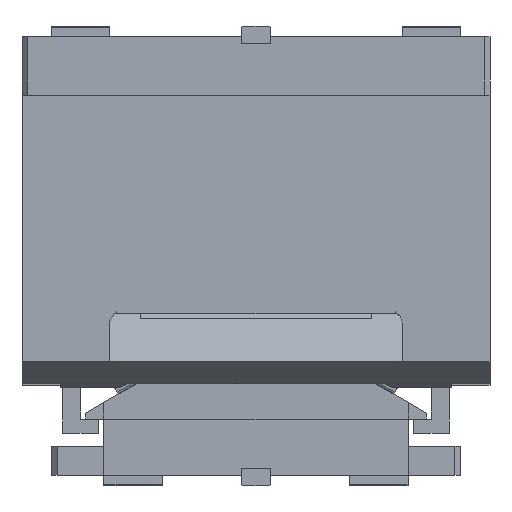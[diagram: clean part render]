
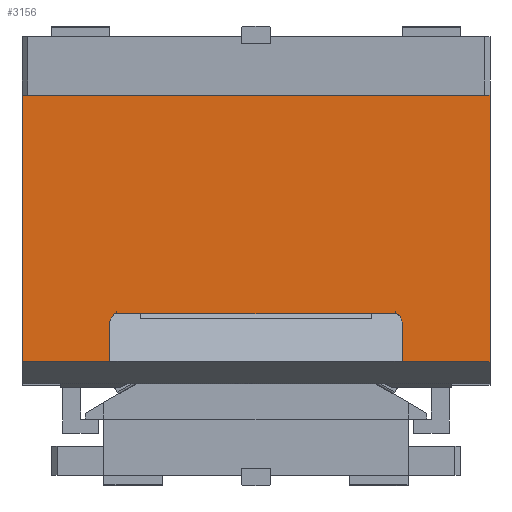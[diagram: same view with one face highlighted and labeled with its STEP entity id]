
A CAD part, left-side view. The second image highlights one B-rep face of the part: STEP entity #3156.
In plain terms, the highlighted planar face has unit normal (-1, 0, 0).
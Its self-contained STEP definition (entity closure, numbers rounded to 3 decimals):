
#455=CARTESIAN_POINT('Vertex',(45.,200.,-278.)) ;
#458=CARTESIAN_POINT('Line Origine',(45.,200.,-164.)) ;
#462=CARTESIAN_POINT('Vertex',(45.,200.,-50.)) ;
#1917=CARTESIAN_POINT('Line Origine',(45.,0.,-50.)) ;
#1921=CARTESIAN_POINT('Vertex',(45.,-200.,-50.)) ;
#2872=CARTESIAN_POINT('Vertex',(45.,-125.,-278.)) ;
#2909=CARTESIAN_POINT('Vertex',(45.,-200.,-278.)) ;
#2912=CARTESIAN_POINT('Line Origine',(45.,-162.5,-278.)) ;
#3037=CARTESIAN_POINT('Vertex',(45.,125.,-278.)) ;
#3042=CARTESIAN_POINT('Line Origine',(45.,162.5,-278.)) ;
#3077=CARTESIAN_POINT('Axis2P3D Location',(45.,200.,-55.)) ;
#3082=CARTESIAN_POINT('Line Origine',(45.,125.,-262.004)) ;
#3086=CARTESIAN_POINT('Vertex',(45.,125.,-246.008)) ;
#3090=CARTESIAN_POINT('Control Point',(45.,125.,-246.008)) ;
#3091=CARTESIAN_POINT('Control Point',(45.,125.,-244.836)) ;
#3092=CARTESIAN_POINT('Control Point',(45.,124.882,-243.625)) ;
#3093=CARTESIAN_POINT('Control Point',(45.,124.63,-242.41)) ;
#3094=CARTESIAN_POINT('Control Point',(45.,123.997,-240.555)) ;
#3095=CARTESIAN_POINT('Control Point',(45.,123.002,-238.981)) ;
#3096=CARTESIAN_POINT('Control Point',(45.,122.584,-238.45)) ;
#3097=CARTESIAN_POINT('Control Point',(45.,121.707,-237.578)) ;
#3098=CARTESIAN_POINT('Control Point',(45.,120.716,-237.013)) ;
#3099=CARTESIAN_POINT('Control Point',(45.,120.232,-236.824)) ;
#3100=CARTESIAN_POINT('Control Point',(45.,119.69,-236.704)) ;
#3101=CARTESIAN_POINT('Control Point',(45.,119.161,-236.676)) ;
#3102=CARTESIAN_POINT('Control Point',(45.,119.107,-236.675)) ;
#3103=CARTESIAN_POINT('Control Point',(45.,119.054,-236.674)) ;
#3104=CARTESIAN_POINT('Control Point',(45.,119.,-236.674)) ;
#3105=CARTESIAN_POINT('Vertex',(45.,119.,-236.674)) ;
#3108=CARTESIAN_POINT('Line Origine',(45.,0.,-236.674)) ;
#3112=CARTESIAN_POINT('Vertex',(45.,-119.,-236.674)) ;
#3116=CARTESIAN_POINT('Control Point',(45.,-119.,-236.674)) ;
#3117=CARTESIAN_POINT('Control Point',(45.,-119.469,-236.674)) ;
#3118=CARTESIAN_POINT('Control Point',(45.,-119.952,-236.745)) ;
#3119=CARTESIAN_POINT('Control Point',(45.,-120.437,-236.896)) ;
#3120=CARTESIAN_POINT('Control Point',(45.,-121.433,-237.381)) ;
#3121=CARTESIAN_POINT('Control Point',(45.,-122.334,-238.179)) ;
#3122=CARTESIAN_POINT('Control Point',(45.,-122.765,-238.672)) ;
#3123=CARTESIAN_POINT('Control Point',(45.,-123.805,-240.154)) ;
#3124=CARTESIAN_POINT('Control Point',(45.,-124.498,-241.948)) ;
#3125=CARTESIAN_POINT('Control Point',(45.,-124.79,-243.136)) ;
#3126=CARTESIAN_POINT('Control Point',(45.,-124.964,-244.435)) ;
#3127=CARTESIAN_POINT('Control Point',(45.,-124.997,-245.701)) ;
#3128=CARTESIAN_POINT('Control Point',(45.,-124.999,-245.804)) ;
#3129=CARTESIAN_POINT('Control Point',(45.,-125.,-245.906)) ;
#3130=CARTESIAN_POINT('Control Point',(45.,-125.,-246.008)) ;
#3131=CARTESIAN_POINT('Vertex',(45.,-125.,-246.008)) ;
#3134=CARTESIAN_POINT('Line Origine',(45.,-125.,-262.004)) ;
#3139=CARTESIAN_POINT('Line Origine',(45.,-200.,-164.)) ;
#459=DIRECTION('Vector Direction',(0.,0.,-1.)) ;
#1918=DIRECTION('Vector Direction',(0.,1.,0.)) ;
#2913=DIRECTION('Vector Direction',(0.,1.,0.)) ;
#3043=DIRECTION('Vector Direction',(0.,1.,0.)) ;
#3078=DIRECTION('Axis2P3D Direction',(1.,0.,0.)) ;
#3079=DIRECTION('Axis2P3D XDirection',(0.,0.,-1.)) ;
#3083=DIRECTION('Vector Direction',(0.,0.,1.)) ;
#3109=DIRECTION('Vector Direction',(0.,-1.,0.)) ;
#3135=DIRECTION('Vector Direction',(0.,0.,-1.)) ;
#3140=DIRECTION('Vector Direction',(0.,0.,-1.)) ;
#3080=AXIS2_PLACEMENT_3D('Plane Axis2P3D',#3077,#3078,#3079) ;
#3145=ORIENTED_EDGE('',*,*,#464,.T.) ;
#3146=ORIENTED_EDGE('',*,*,#3046,.F.) ;
#3147=ORIENTED_EDGE('',*,*,#3088,.T.) ;
#3148=ORIENTED_EDGE('',*,*,#3107,.T.) ;
#3149=ORIENTED_EDGE('',*,*,#3114,.T.) ;
#3150=ORIENTED_EDGE('',*,*,#3133,.T.) ;
#3151=ORIENTED_EDGE('',*,*,#3138,.T.) ;
#3152=ORIENTED_EDGE('',*,*,#2916,.F.) ;
#3153=ORIENTED_EDGE('',*,*,#3143,.F.) ;
#3154=ORIENTED_EDGE('',*,*,#1923,.T.) ;
#460=VECTOR('Line Direction',#459,1.) ;
#1919=VECTOR('Line Direction',#1918,1.) ;
#2914=VECTOR('Line Direction',#2913,1.) ;
#3044=VECTOR('Line Direction',#3043,1.) ;
#3084=VECTOR('Line Direction',#3083,1.) ;
#3110=VECTOR('Line Direction',#3109,1.) ;
#3136=VECTOR('Line Direction',#3135,1.) ;
#3141=VECTOR('Line Direction',#3140,1.) ;
#3156=ADVANCED_FACE('CAM HOLDER',(#3155),#3081,.F.) ;
#3089=B_SPLINE_CURVE_WITH_KNOTS('',5,(#3090,#3091,#3092,#3093,#3094,#3095,#3096,#3097,#3098,#3099,#3100,#3101,#3102,#3103,#3104),.UNSPECIFIED.,.F.,.U.,(6,3,3,3,6),(0.,8.404,13.352,17.793,18.299),.UNSPECIFIED.) ;
#3115=B_SPLINE_CURVE_WITH_KNOTS('',5,(#3116,#3117,#3118,#3119,#3120,#3121,#3122,#3123,#3124,#3125,#3126,#3127,#3128,#3129,#3130),.UNSPECIFIED.,.F.,.U.,(6,3,3,3,6),(0.,4.427,9.289,17.566,18.298),.UNSPECIFIED.) ;
#464=EDGE_CURVE('',#463,#456,#461,.T.) ;
#1923=EDGE_CURVE('',#1922,#463,#1920,.T.) ;
#2916=EDGE_CURVE('',#2910,#2873,#2915,.T.) ;
#3046=EDGE_CURVE('',#3038,#456,#3045,.T.) ;
#3088=EDGE_CURVE('',#3038,#3087,#3085,.T.) ;
#3107=EDGE_CURVE('',#3087,#3106,#3089,.T.) ;
#3114=EDGE_CURVE('',#3106,#3113,#3111,.T.) ;
#3133=EDGE_CURVE('',#3113,#3132,#3115,.T.) ;
#3138=EDGE_CURVE('',#3132,#2873,#3137,.T.) ;
#3143=EDGE_CURVE('',#1922,#2910,#3142,.T.) ;
#3144=EDGE_LOOP('',(#3145,#3146,#3147,#3148,#3149,#3150,#3151,#3152,#3153,#3154)) ;
#3155=FACE_OUTER_BOUND('',#3144,.T.) ;
#461=LINE('Line',#458,#460) ;
#1920=LINE('Line',#1917,#1919) ;
#2915=LINE('Line',#2912,#2914) ;
#3045=LINE('Line',#3042,#3044) ;
#3085=LINE('Line',#3082,#3084) ;
#3111=LINE('Line',#3108,#3110) ;
#3137=LINE('Line',#3134,#3136) ;
#3142=LINE('Line',#3139,#3141) ;
#3081=PLANE('Plane',#3080) ;
#456=VERTEX_POINT('',#455) ;
#463=VERTEX_POINT('',#462) ;
#1922=VERTEX_POINT('',#1921) ;
#2873=VERTEX_POINT('',#2872) ;
#2910=VERTEX_POINT('',#2909) ;
#3038=VERTEX_POINT('',#3037) ;
#3087=VERTEX_POINT('',#3086) ;
#3106=VERTEX_POINT('',#3105) ;
#3113=VERTEX_POINT('',#3112) ;
#3132=VERTEX_POINT('',#3131) ;
